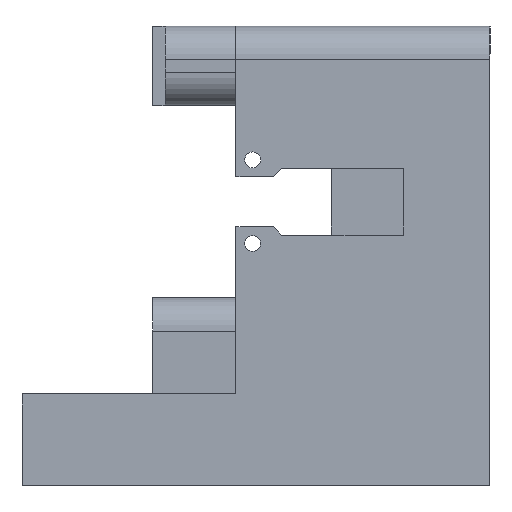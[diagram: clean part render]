
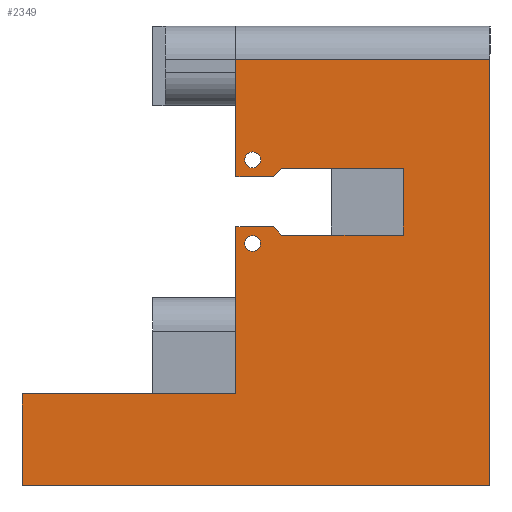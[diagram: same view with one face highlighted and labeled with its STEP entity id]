
A CAD part, left-side view. The second image highlights one B-rep face of the part: STEP entity #2349.
In plain terms, the highlighted planar face has unit normal (-1, 0, 0).
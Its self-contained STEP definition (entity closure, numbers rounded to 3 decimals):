
#79=CIRCLE('',#2487,0.95);
#81=CIRCLE('',#2490,0.95);
#140=FACE_BOUND('',#337,.T.);
#141=FACE_BOUND('',#338,.T.);
#194=FACE_OUTER_BOUND('',#336,.T.);
#336=EDGE_LOOP('',(#1834,#1835,#1836,#1837,#1838,#1839,#1840,#1841,#1842,
#1843,#1844,#1845,#1846,#1847));
#337=EDGE_LOOP('',(#1848));
#338=EDGE_LOOP('',(#1849));
#470=LINE('',#3395,#739);
#490=LINE('',#3453,#759);
#494=LINE('',#3461,#763);
#497=LINE('',#3467,#766);
#502=LINE('',#3477,#771);
#504=LINE('',#3480,#773);
#507=LINE('',#3488,#776);
#510=LINE('',#3492,#779);
#526=LINE('',#3544,#795);
#551=LINE('',#3608,#820);
#589=LINE('',#3710,#858);
#591=LINE('',#3714,#860);
#592=LINE('',#3716,#861);
#593=LINE('',#3717,#862);
#739=VECTOR('',#2698,10.);
#759=VECTOR('',#2740,10.);
#763=VECTOR('',#2746,10.);
#766=VECTOR('',#2751,10.);
#771=VECTOR('',#2758,10.);
#773=VECTOR('',#2762,10.);
#776=VECTOR('',#2767,10.);
#779=VECTOR('',#2772,10.);
#795=VECTOR('',#2814,10.);
#820=VECTOR('',#2881,10.);
#858=VECTOR('',#2975,10.);
#860=VECTOR('',#2979,10.);
#861=VECTOR('',#2980,1000.);
#862=VECTOR('',#2981,10.);
#1011=VERTEX_POINT('',#3392);
#1012=VERTEX_POINT('',#3394);
#1038=VERTEX_POINT('',#3450);
#1039=VERTEX_POINT('',#3452);
#1042=VERTEX_POINT('',#3460);
#1044=VERTEX_POINT('',#3466);
#1047=VERTEX_POINT('',#3474);
#1048=VERTEX_POINT('',#3476);
#1051=VERTEX_POINT('',#3485);
#1052=VERTEX_POINT('',#3487);
#1075=VERTEX_POINT('',#3543);
#1077=VERTEX_POINT('',#3549);
#1079=VERTEX_POINT('',#3555);
#1093=VERTEX_POINT('',#3606);
#1130=VERTEX_POINT('',#3713);
#1131=VERTEX_POINT('',#3715);
#1239=EDGE_CURVE('',#1011,#1012,#470,.T.);
#1268=EDGE_CURVE('',#1039,#1038,#490,.T.);
#1272=EDGE_CURVE('',#1042,#1039,#494,.T.);
#1275=EDGE_CURVE('',#1044,#1042,#497,.T.);
#1280=EDGE_CURVE('',#1048,#1047,#502,.T.);
#1282=EDGE_CURVE('',#1038,#1048,#504,.T.);
#1285=EDGE_CURVE('',#1052,#1051,#507,.T.);
#1288=EDGE_CURVE('',#1047,#1052,#510,.T.);
#1314=EDGE_CURVE('',#1075,#1044,#526,.T.);
#1317=EDGE_CURVE('',#1077,#1077,#79,.T.);
#1320=EDGE_CURVE('',#1079,#1079,#81,.T.);
#1347=EDGE_CURVE('',#1051,#1093,#551,.T.);
#1399=EDGE_CURVE('',#1075,#1011,#589,.T.);
#1401=EDGE_CURVE('',#1093,#1130,#591,.T.);
#1402=EDGE_CURVE('',#1130,#1131,#592,.T.);
#1403=EDGE_CURVE('',#1131,#1012,#593,.T.);
#1834=ORIENTED_EDGE('',*,*,#1285,.T.);
#1835=ORIENTED_EDGE('',*,*,#1347,.T.);
#1836=ORIENTED_EDGE('',*,*,#1401,.T.);
#1837=ORIENTED_EDGE('',*,*,#1402,.T.);
#1838=ORIENTED_EDGE('',*,*,#1403,.T.);
#1839=ORIENTED_EDGE('',*,*,#1239,.F.);
#1840=ORIENTED_EDGE('',*,*,#1399,.F.);
#1841=ORIENTED_EDGE('',*,*,#1314,.T.);
#1842=ORIENTED_EDGE('',*,*,#1275,.T.);
#1843=ORIENTED_EDGE('',*,*,#1272,.T.);
#1844=ORIENTED_EDGE('',*,*,#1268,.T.);
#1845=ORIENTED_EDGE('',*,*,#1282,.T.);
#1846=ORIENTED_EDGE('',*,*,#1280,.T.);
#1847=ORIENTED_EDGE('',*,*,#1288,.T.);
#1848=ORIENTED_EDGE('',*,*,#1317,.T.);
#1849=ORIENTED_EDGE('',*,*,#1320,.T.);
#2248=PLANE('',#2533);
#2349=ADVANCED_FACE('',(#194,#140,#141),#2248,.F.);
#2487=AXIS2_PLACEMENT_3D('',#3550,#2821,#2822);
#2490=AXIS2_PLACEMENT_3D('',#3556,#2828,#2829);
#2533=AXIS2_PLACEMENT_3D('',#3712,#2977,#2978);
#2698=DIRECTION('',(0.,0.,-1.));
#2740=DIRECTION('',(0.,-1.,0.));
#2746=DIRECTION('',(0.,-0.707,0.707));
#2751=DIRECTION('',(0.,-1.,0.));
#2758=DIRECTION('',(0.,1.,0.));
#2762=DIRECTION('',(0.,0.,-1.));
#2767=DIRECTION('',(0.,1.,0.));
#2772=DIRECTION('',(0.,0.707,0.707));
#2814=DIRECTION('',(0.,0.,-1.));
#2821=DIRECTION('center_axis',(1.,0.,0.));
#2822=DIRECTION('ref_axis',(0.,0.,1.));
#2828=DIRECTION('center_axis',(1.,0.,0.));
#2829=DIRECTION('ref_axis',(0.,0.,1.));
#2881=DIRECTION('',(0.,0.,-1.));
#2975=DIRECTION('',(0.,-1.,0.));
#2977=DIRECTION('center_axis',(1.,0.,0.));
#2978=DIRECTION('ref_axis',(0.,0.,-1.));
#2979=DIRECTION('',(0.,1.,0.));
#2980=DIRECTION('',(0.,0.,-1.));
#2981=DIRECTION('',(0.,-1.,0.));
#3392=CARTESIAN_POINT('',(-28.,-11.,17.));
#3394=CARTESIAN_POINT('',(-28.,-11.,-34.));
#3395=CARTESIAN_POINT('',(-28.,-11.,18.));
#3450=CARTESIAN_POINT('',(-28.,-0.6,4.));
#3452=CARTESIAN_POINT('',(-28.,13.9,4.));
#3453=CARTESIAN_POINT('',(-28.,10.95,4.));
#3460=CARTESIAN_POINT('',(-28.,14.9,3.));
#3461=CARTESIAN_POINT('',(-28.,21.675,-3.775));
#3466=CARTESIAN_POINT('',(-28.,19.4,3.));
#3467=CARTESIAN_POINT('',(-28.,13.7,3.));
#3474=CARTESIAN_POINT('',(-28.,13.9,-4.));
#3476=CARTESIAN_POINT('',(-28.,-0.6,-4.));
#3477=CARTESIAN_POINT('',(-28.,3.7,-4.));
#3480=CARTESIAN_POINT('',(-28.,-0.6,-13.5));
#3485=CARTESIAN_POINT('',(-28.,19.4,-3.));
#3487=CARTESIAN_POINT('',(-28.,14.9,-3.));
#3488=CARTESIAN_POINT('',(-28.,11.45,-3.));
#3492=CARTESIAN_POINT('',(-28.,5.675,-12.225));
#3543=CARTESIAN_POINT('',(-28.,19.4,17.));
#3544=CARTESIAN_POINT('',(-28.,19.4,-16.));
#3549=CARTESIAN_POINT('',(-28.,17.4,-5.95));
#3550=CARTESIAN_POINT('Origin',(-28.,17.4,-5.));
#3555=CARTESIAN_POINT('',(-28.,17.4,4.05));
#3556=CARTESIAN_POINT('Origin',(-28.,17.4,5.));
#3606=CARTESIAN_POINT('',(-28.,19.4,-23.));
#3608=CARTESIAN_POINT('',(-28.,19.4,-16.));
#3710=CARTESIAN_POINT('',(-28.,8.,17.));
#3712=CARTESIAN_POINT('Origin',(-28.,8.,-31.));
#3713=CARTESIAN_POINT('',(-28.,45.,-23.));
#3714=CARTESIAN_POINT('',(-28.,26.5,-23.));
#3715=CARTESIAN_POINT('',(-28.,45.,-34.));
#3716=CARTESIAN_POINT('',(-28.,45.,-23.));
#3717=CARTESIAN_POINT('',(-28.,1.,-34.));
